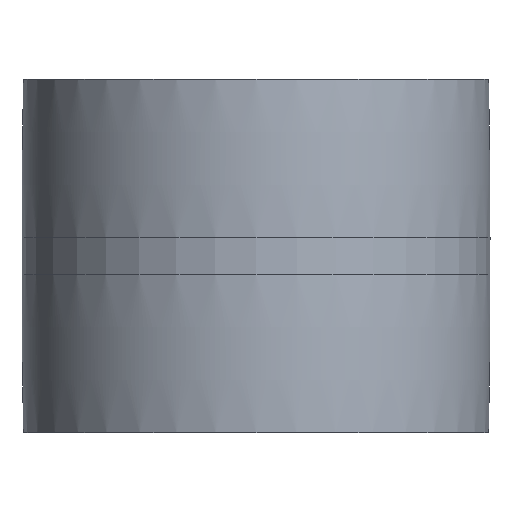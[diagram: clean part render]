
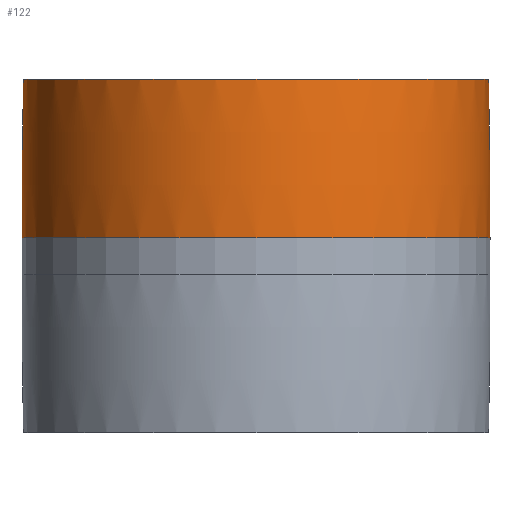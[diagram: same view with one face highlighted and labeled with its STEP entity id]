
A CAD part, front view. The second image highlights one B-rep face of the part: STEP entity #122.
In plain terms, the highlighted toroidal (fillet/blend) face has major radius 5834.12 mm and minor radius 5995.62 mm.
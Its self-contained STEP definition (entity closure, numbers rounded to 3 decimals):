
#19 = AXIS2_PLACEMENT_3D ( 'NONE', #100, #26, #762 ) ;
#26 = DIRECTION ( 'NONE',  ( 0., -1., 0. ) ) ;
#33 = VERTEX_POINT ( 'NONE', #950 ) ;
#35 = AXIS2_PLACEMENT_3D ( 'NONE', #397, #236, #692 ) ;
#47 = FACE_OUTER_BOUND ( 'NONE', #662, .T. ) ;
#100 = CARTESIAN_POINT ( 'NONE',  ( -5834.125, 0., 12.5 ) ) ;
#106 = CARTESIAN_POINT ( 'NONE',  ( -161.5, 0., 12.5 ) ) ;
#119 = DIRECTION ( 'NONE',  ( 0., 1., 0. ) ) ;
#122 = ADVANCED_FACE ( 'NONE', ( #47 ), #421, .T. ) ;
#131 = CIRCLE ( 'NONE', #35, 160.5 ) ;
#182 = EDGE_CURVE ( 'NONE', #914, #703, #131, .T. ) ;
#185 = CARTESIAN_POINT ( 'NONE',  ( 5834.125, 0., 12.5 ) ) ;
#236 = DIRECTION ( 'NONE',  ( 0., 0., 1. ) ) ;
#307 = ORIENTED_EDGE ( 'NONE', *, *, #949, .T. ) ;
#357 = CARTESIAN_POINT ( 'NONE',  ( -160.5, 0., 122. ) ) ;
#362 = DIRECTION ( 'NONE',  ( 0., 0., 1. ) ) ;
#397 = CARTESIAN_POINT ( 'NONE',  ( 0., 0., 122. ) ) ;
#403 = CIRCLE ( 'NONE', #19, 5995.625 ) ;
#411 = DIRECTION ( 'NONE',  ( 1., 0., 0. ) ) ;
#421 = TOROIDAL_SURFACE ( 'NONE', #530, -5834.125, 5995.625 ) ;
#426 = EDGE_CURVE ( 'NONE', #509, #914, #879, .T. ) ;
#462 = AXIS2_PLACEMENT_3D ( 'NONE', #185, #119, #778 ) ;
#509 = VERTEX_POINT ( 'NONE', #106 ) ;
#515 = DIRECTION ( 'NONE',  ( 1., 0., 0. ) ) ;
#530 = AXIS2_PLACEMENT_3D ( 'NONE', #627, #634, #411 ) ;
#627 = CARTESIAN_POINT ( 'NONE',  ( 0., 0., 12.5 ) ) ;
#630 = ORIENTED_EDGE ( 'NONE', *, *, #900, .T. ) ;
#634 = DIRECTION ( 'NONE',  ( 0., 0., 1. ) ) ;
#638 = CARTESIAN_POINT ( 'NONE',  ( 160.5, 0., 122. ) ) ;
#662 = EDGE_LOOP ( 'NONE', ( #875, #630, #307, #695 ) ) ;
#668 = CARTESIAN_POINT ( 'NONE',  ( 0., 0., 12.5 ) ) ;
#692 = DIRECTION ( 'NONE',  ( 1., 0., 0. ) ) ;
#695 = ORIENTED_EDGE ( 'NONE', *, *, #182, .F. ) ;
#703 = VERTEX_POINT ( 'NONE', #638 ) ;
#762 = DIRECTION ( 'NONE',  ( 0., 0., -1. ) ) ;
#765 = AXIS2_PLACEMENT_3D ( 'NONE', #668, #362, #515 ) ;
#778 = DIRECTION ( 'NONE',  ( -1., 0., 0. ) ) ;
#833 = CIRCLE ( 'NONE', #765, 161.5 ) ;
#875 = ORIENTED_EDGE ( 'NONE', *, *, #426, .F. ) ;
#879 = CIRCLE ( 'NONE', #462, 5995.625 ) ;
#900 = EDGE_CURVE ( 'NONE', #509, #33, #833, .T. ) ;
#914 = VERTEX_POINT ( 'NONE', #357 ) ;
#949 = EDGE_CURVE ( 'NONE', #33, #703, #403, .T. ) ;
#950 = CARTESIAN_POINT ( 'NONE',  ( 161.5, 0., 12.5 ) ) ;
